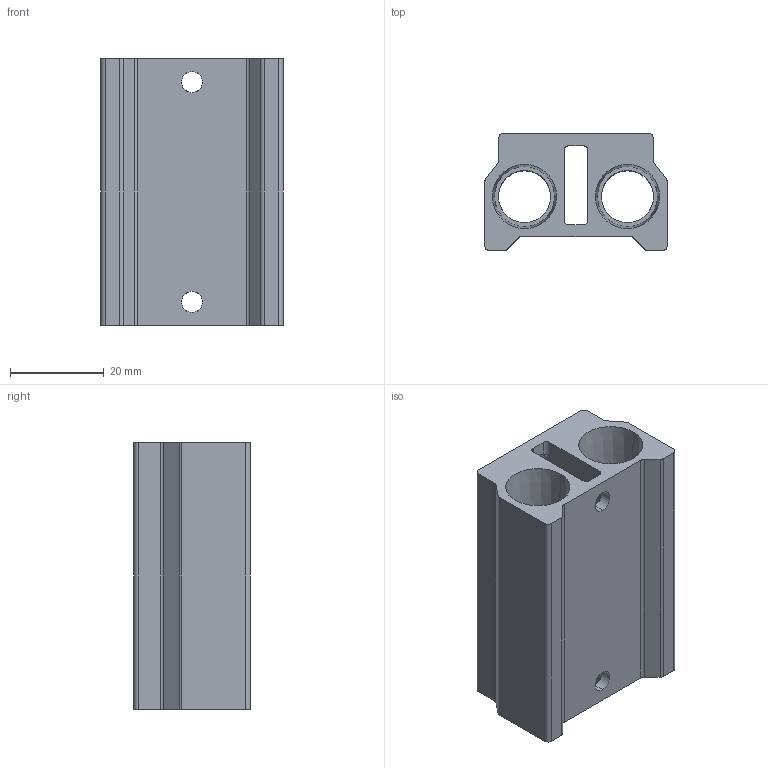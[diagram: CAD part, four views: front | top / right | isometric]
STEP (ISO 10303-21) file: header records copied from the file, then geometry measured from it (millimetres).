
FILE_DESCRIPTION (( 'STEP AP214' ), '1' );
FILE_NAME ('AM-312.step', '2016-07-27T15:07:04', ( '' ), ( '' ), 'SwSTEP 2.0', 'SolidWorks 2016', '' );
FILE_SCHEMA (( 'AUTOMOTIVE_DESIGN' ));
Length unit declared in the file: millimetre
Products named in the file (1): AM-312
Bounding box: 39 x 25 x 57 mm (x, y, z)
Volume: 28474.2 mm3; surface area: 15624.1 mm2
Topology: 1 solids, 1 shells, 126 faces, 344 edges, 212 vertices
Faces by surface type: cylinder 62, cone 30, plane 26, bspline 8
Entity records: 4810 total; most frequent: CARTESIAN_POINT 1487, DIRECTION 686, ORIENTED_EDGE 672, EDGE_CURVE 336, AXIS2_PLACEMENT_3D 271, VERTEX_POINT 212, CIRCLE 152, EDGE_LOOP 148
